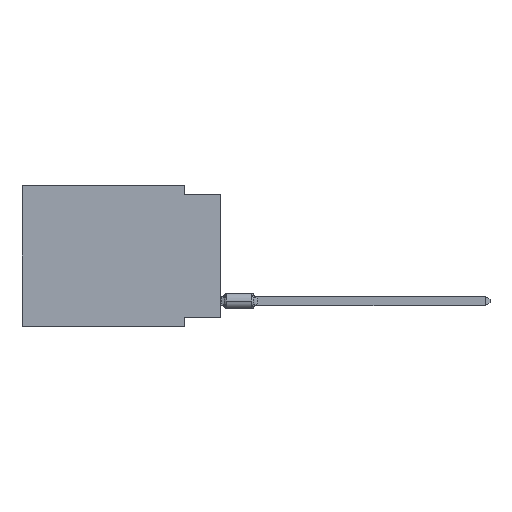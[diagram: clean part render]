
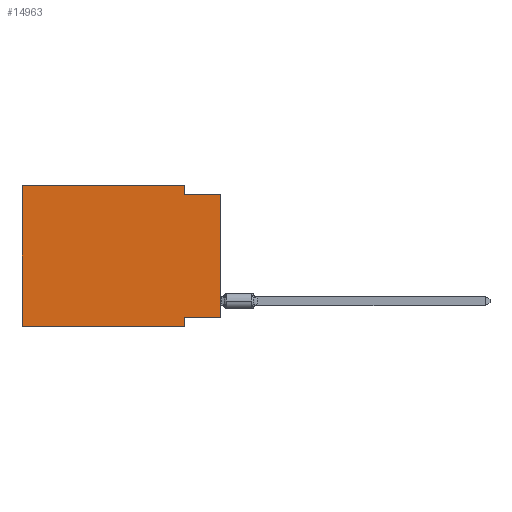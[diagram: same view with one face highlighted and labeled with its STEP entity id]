
A CAD part, left-side view. The second image highlights one B-rep face of the part: STEP entity #14963.
In plain terms, the highlighted planar face has unit normal (-1, 0, 0).
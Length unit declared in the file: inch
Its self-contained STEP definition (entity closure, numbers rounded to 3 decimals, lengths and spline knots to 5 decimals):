
#56 = CARTESIAN_POINT ( 'NONE',  ( 0., 0.55, -0.39 ) ) ;
#569 = PLANE ( 'NONE',  #42494 ) ;
#645 = LINE ( 'NONE', #36358, #44952 ) ;
#649 = DIRECTION ( 'NONE',  ( 0., 0., 1. ) ) ;
#1583 = EDGE_LOOP ( 'NONE', ( #29485, #27166, #54670, #28960, #28675, #19258, #14955, #14342 ) ) ;
#3442 = LINE ( 'NONE', #42776, #11321 ) ;
#4242 = CARTESIAN_POINT ( 'NONE',  ( 0., 0.55, 0. ) ) ;
#5294 = VECTOR ( 'NONE', #37175, 39.37008 ) ;
#6036 = VECTOR ( 'NONE', #46370, 39.37008 ) ;
#9094 = DIRECTION ( 'NONE',  ( 1., 0., 0. ) ) ;
#10344 = VERTEX_POINT ( 'NONE', #16074 ) ;
#11321 = VECTOR ( 'NONE', #52014, 39.37008 ) ;
#11926 = VERTEX_POINT ( 'NONE', #12037 ) ;
#11950 = CARTESIAN_POINT ( 'NONE',  ( 0., 0.55, -0.39 ) ) ;
#12037 = CARTESIAN_POINT ( 'NONE',  ( 0., 0.1, 0. ) ) ;
#14342 = ORIENTED_EDGE ( 'NONE', *, *, #22034, .F. ) ;
#14424 = LINE ( 'NONE', #4242, #49835 ) ;
#14544 = EDGE_CURVE ( 'NONE', #26570, #54834, #14424, .T. ) ;
#14955 = ORIENTED_EDGE ( 'NONE', *, *, #20480, .F. ) ;
#14963 = ADVANCED_FACE ( 'NONE', ( #54348 ), #569, .F. ) ;
#15406 = VERTEX_POINT ( 'NONE', #49681 ) ;
#15842 = EDGE_CURVE ( 'NONE', #64371, #10344, #37005, .T. ) ;
#16074 = CARTESIAN_POINT ( 'NONE',  ( 0., 0., -0.025 ) ) ;
#17346 = VECTOR ( 'NONE', #50584, 39.37008 ) ;
#19258 = ORIENTED_EDGE ( 'NONE', *, *, #49188, .T. ) ;
#20480 = EDGE_CURVE ( 'NONE', #15406, #28589, #645, .T. ) ;
#22034 = EDGE_CURVE ( 'NONE', #50560, #15406, #63949, .T. ) ;
#22681 = EDGE_CURVE ( 'NONE', #50560, #10344, #53883, .T. ) ;
#24582 = DIRECTION ( 'NONE',  ( 0., 1., 0. ) ) ;
#25221 = DIRECTION ( 'NONE',  ( 0., 0., -1. ) ) ;
#26473 = CARTESIAN_POINT ( 'NONE',  ( 0., 0.1, -0.39 ) ) ;
#26570 = VERTEX_POINT ( 'NONE', #56 ) ;
#26750 = CARTESIAN_POINT ( 'NONE',  ( 0., 0.55, 0. ) ) ;
#27166 = ORIENTED_EDGE ( 'NONE', *, *, #15842, .F. ) ;
#28589 = VERTEX_POINT ( 'NONE', #26473 ) ;
#28675 = ORIENTED_EDGE ( 'NONE', *, *, #14544, .F. ) ;
#28960 = ORIENTED_EDGE ( 'NONE', *, *, #31890, .F. ) ;
#29485 = ORIENTED_EDGE ( 'NONE', *, *, #22681, .T. ) ;
#31302 = LINE ( 'NONE', #11950, #6036 ) ;
#31890 = EDGE_CURVE ( 'NONE', #54834, #11926, #36861, .T. ) ;
#34674 = DIRECTION ( 'NONE',  ( 0., 0., -1. ) ) ;
#36358 = CARTESIAN_POINT ( 'NONE',  ( 0., 0.1, -0.39 ) ) ;
#36688 = CARTESIAN_POINT ( 'NONE',  ( 0., 0., -0.025 ) ) ;
#36861 = LINE ( 'NONE', #57511, #5294 ) ;
#37005 = LINE ( 'NONE', #36688, #17346 ) ;
#37175 = DIRECTION ( 'NONE',  ( 0., -1., 0. ) ) ;
#42494 = AXIS2_PLACEMENT_3D ( 'NONE', #64512, #9094, #34674 ) ;
#42776 = CARTESIAN_POINT ( 'NONE',  ( 0., 0.1, 0. ) ) ;
#42847 = VECTOR ( 'NONE', #24582, 39.37008 ) ;
#43039 = DIRECTION ( 'NONE',  ( 0., 0., 1. ) ) ;
#44952 = VECTOR ( 'NONE', #25221, 39.37008 ) ;
#45312 = CARTESIAN_POINT ( 'NONE',  ( 0., 0.1, -0.025 ) ) ;
#46370 = DIRECTION ( 'NONE',  ( 0., -1., 0. ) ) ;
#47699 = EDGE_CURVE ( 'NONE', #11926, #64371, #3442, .T. ) ;
#47742 = CARTESIAN_POINT ( 'NONE',  ( 0., 0., -0.365 ) ) ;
#49188 = EDGE_CURVE ( 'NONE', #26570, #28589, #31302, .T. ) ;
#49681 = CARTESIAN_POINT ( 'NONE',  ( 0., 0.1, -0.365 ) ) ;
#49835 = VECTOR ( 'NONE', #649, 39.37008 ) ;
#50299 = VECTOR ( 'NONE', #43039, 39.37008 ) ;
#50560 = VERTEX_POINT ( 'NONE', #47742 ) ;
#50584 = DIRECTION ( 'NONE',  ( 0., -1., 0. ) ) ;
#52014 = DIRECTION ( 'NONE',  ( 0., 0., -1. ) ) ;
#52901 = CARTESIAN_POINT ( 'NONE',  ( 0., 0., 0. ) ) ;
#53883 = LINE ( 'NONE', #52901, #50299 ) ;
#54348 = FACE_OUTER_BOUND ( 'NONE', #1583, .T. ) ;
#54670 = ORIENTED_EDGE ( 'NONE', *, *, #47699, .F. ) ;
#54834 = VERTEX_POINT ( 'NONE', #26750 ) ;
#57511 = CARTESIAN_POINT ( 'NONE',  ( 0., 0.55, 0. ) ) ;
#59039 = CARTESIAN_POINT ( 'NONE',  ( 0., 0., -0.365 ) ) ;
#63949 = LINE ( 'NONE', #59039, #42847 ) ;
#64371 = VERTEX_POINT ( 'NONE', #45312 ) ;
#64512 = CARTESIAN_POINT ( 'NONE',  ( 0., 0.55, 0. ) ) ;
